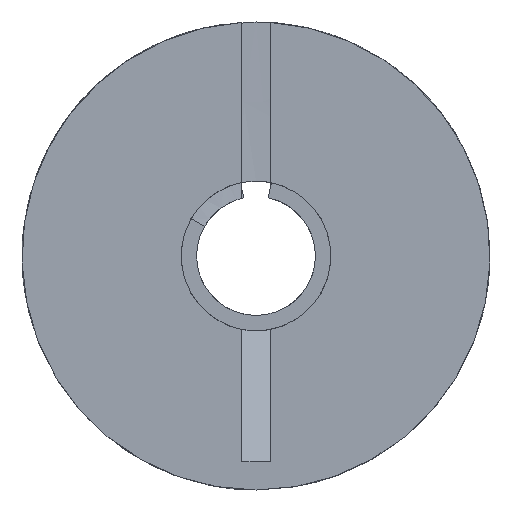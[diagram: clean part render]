
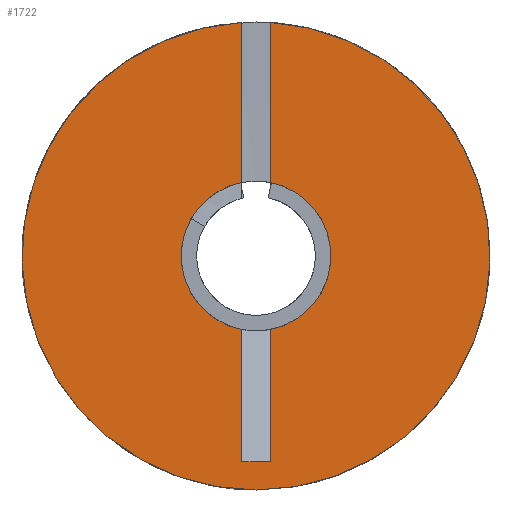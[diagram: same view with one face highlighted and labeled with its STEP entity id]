
A CAD part, front view. The second image highlights one B-rep face of the part: STEP entity #1722.
In plain terms, the highlighted planar face has unit normal (0, -1, 0).
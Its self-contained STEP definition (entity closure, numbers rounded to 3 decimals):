
#42 = DIRECTION ( 'NONE',  ( 0., 1., 0. ) ) ;
#100 = VERTEX_POINT ( 'NONE', #1381 ) ;
#113 = DIRECTION ( 'NONE',  ( 0., 1., 0. ) ) ;
#130 = LINE ( 'NONE', #2463, #1811 ) ;
#208 = ORIENTED_EDGE ( 'NONE', *, *, #730, .T. ) ;
#224 = VERTEX_POINT ( 'NONE', #419 ) ;
#294 = VECTOR ( 'NONE', #710, 1000. ) ;
#301 = CARTESIAN_POINT ( 'NONE',  ( 0., 0., 0. ) ) ;
#321 = CARTESIAN_POINT ( 'NONE',  ( 0., 0., 0. ) ) ;
#340 = CARTESIAN_POINT ( 'NONE',  ( 0.75, 0., 3.929 ) ) ;
#363 = VERTEX_POINT ( 'NONE', #1446 ) ;
#419 = CARTESIAN_POINT ( 'NONE',  ( 0.75, 0., 12.477 ) ) ;
#424 = ORIENTED_EDGE ( 'NONE', *, *, #1887, .T. ) ;
#695 = DIRECTION ( 'NONE',  ( -1., 0., 0. ) ) ;
#710 = DIRECTION ( 'NONE',  ( 0., 0., -1. ) ) ;
#730 = EDGE_CURVE ( 'NONE', #100, #2699, #1245, .T. ) ;
#745 = AXIS2_PLACEMENT_3D ( 'NONE', #808, #42, #2839 ) ;
#808 = CARTESIAN_POINT ( 'NONE',  ( 0., 0., 0. ) ) ;
#810 = DIRECTION ( 'NONE',  ( 0., -1., 0. ) ) ;
#974 = EDGE_CURVE ( 'NONE', #100, #1324, #2796, .T. ) ;
#998 = CARTESIAN_POINT ( 'NONE',  ( -0.75, 0., 12.477 ) ) ;
#1003 = VERTEX_POINT ( 'NONE', #2168 ) ;
#1022 = AXIS2_PLACEMENT_3D ( 'NONE', #1824, #810, #2842 ) ;
#1046 = CIRCLE ( 'NONE', #2389, 12.5 ) ;
#1151 = DIRECTION ( 'NONE',  ( 0., 0., 1. ) ) ;
#1165 = LINE ( 'NONE', #1482, #2826 ) ;
#1199 = DIRECTION ( 'NONE',  ( 0., 0., -1. ) ) ;
#1201 = ORIENTED_EDGE ( 'NONE', *, *, #2486, .F. ) ;
#1221 = ORIENTED_EDGE ( 'NONE', *, *, #1697, .F. ) ;
#1245 = LINE ( 'NONE', #2266, #1566 ) ;
#1324 = VERTEX_POINT ( 'NONE', #340 ) ;
#1379 = CARTESIAN_POINT ( 'NONE',  ( 0., 0., -12.5 ) ) ;
#1381 = CARTESIAN_POINT ( 'NONE',  ( 0.75, 0., -3.929 ) ) ;
#1445 = EDGE_LOOP ( 'NONE', ( #1201, #424, #2932, #208, #2023, #1221, #2276, #2105, #2818 ) ) ;
#1446 = CARTESIAN_POINT ( 'NONE',  ( -0.75, 0., 3.929 ) ) ;
#1448 = PLANE ( 'NONE',  #3257 ) ;
#1482 = CARTESIAN_POINT ( 'NONE',  ( -0.75, 0., 12.5 ) ) ;
#1566 = VECTOR ( 'NONE', #3292, 1000. ) ;
#1580 = EDGE_CURVE ( 'NONE', #363, #3176, #2404, .T. ) ;
#1622 = DIRECTION ( 'NONE',  ( 0., 0., -1. ) ) ;
#1673 = FACE_OUTER_BOUND ( 'NONE', #1445, .T. ) ;
#1697 = EDGE_CURVE ( 'NONE', #3176, #1003, #1165, .T. ) ;
#1715 = EDGE_CURVE ( 'NONE', #2396, #363, #2731, .T. ) ;
#1722 = ADVANCED_FACE ( 'NONE', ( #1673 ), #1448, .F. ) ;
#1737 = CARTESIAN_POINT ( 'NONE',  ( 0., 0., 0. ) ) ;
#1741 = EDGE_CURVE ( 'NONE', #2699, #1003, #130, .T. ) ;
#1811 = VECTOR ( 'NONE', #695, 1000. ) ;
#1824 = CARTESIAN_POINT ( 'NONE',  ( 0., 0., 0. ) ) ;
#1887 = EDGE_CURVE ( 'NONE', #224, #1324, #2256, .T. ) ;
#1971 = AXIS2_PLACEMENT_3D ( 'NONE', #301, #3117, #1622 ) ;
#2023 = ORIENTED_EDGE ( 'NONE', *, *, #1741, .T. ) ;
#2105 = ORIENTED_EDGE ( 'NONE', *, *, #1715, .F. ) ;
#2168 = CARTESIAN_POINT ( 'NONE',  ( -0.75, 0., -11. ) ) ;
#2189 = CIRCLE ( 'NONE', #745, 12.5 ) ;
#2212 = CARTESIAN_POINT ( 'NONE',  ( -0.75, 0., -3.929 ) ) ;
#2221 = CARTESIAN_POINT ( 'NONE',  ( 0.75, 0., -11. ) ) ;
#2256 = LINE ( 'NONE', #2795, #2620 ) ;
#2266 = CARTESIAN_POINT ( 'NONE',  ( 0.75, 0., 12.5 ) ) ;
#2276 = ORIENTED_EDGE ( 'NONE', *, *, #1580, .F. ) ;
#2389 = AXIS2_PLACEMENT_3D ( 'NONE', #321, #2931, #1151 ) ;
#2396 = VERTEX_POINT ( 'NONE', #998 ) ;
#2404 = CIRCLE ( 'NONE', #1971, 4. ) ;
#2463 = CARTESIAN_POINT ( 'NONE',  ( 0.75, 0., -11. ) ) ;
#2482 = DIRECTION ( 'NONE',  ( 0., 0., 1. ) ) ;
#2486 = EDGE_CURVE ( 'NONE', #224, #3048, #1046, .T. ) ;
#2620 = VECTOR ( 'NONE', #2808, 1000. ) ;
#2699 = VERTEX_POINT ( 'NONE', #2221 ) ;
#2731 = LINE ( 'NONE', #3265, #294 ) ;
#2795 = CARTESIAN_POINT ( 'NONE',  ( 0.75, 0., 12.5 ) ) ;
#2796 = CIRCLE ( 'NONE', #1022, 4. ) ;
#2808 = DIRECTION ( 'NONE',  ( 0., 0., -1. ) ) ;
#2818 = ORIENTED_EDGE ( 'NONE', *, *, #2862, .F. ) ;
#2826 = VECTOR ( 'NONE', #1199, 1000. ) ;
#2839 = DIRECTION ( 'NONE',  ( 0., 0., 1. ) ) ;
#2842 = DIRECTION ( 'NONE',  ( 0., 0., -1. ) ) ;
#2862 = EDGE_CURVE ( 'NONE', #3048, #2396, #2189, .T. ) ;
#2931 = DIRECTION ( 'NONE',  ( 0., 1., 0. ) ) ;
#2932 = ORIENTED_EDGE ( 'NONE', *, *, #974, .F. ) ;
#3048 = VERTEX_POINT ( 'NONE', #1379 ) ;
#3117 = DIRECTION ( 'NONE',  ( 0., -1., 0. ) ) ;
#3176 = VERTEX_POINT ( 'NONE', #2212 ) ;
#3257 = AXIS2_PLACEMENT_3D ( 'NONE', #1737, #113, #2482 ) ;
#3265 = CARTESIAN_POINT ( 'NONE',  ( -0.75, 0., 12.5 ) ) ;
#3292 = DIRECTION ( 'NONE',  ( 0., 0., -1. ) ) ;
